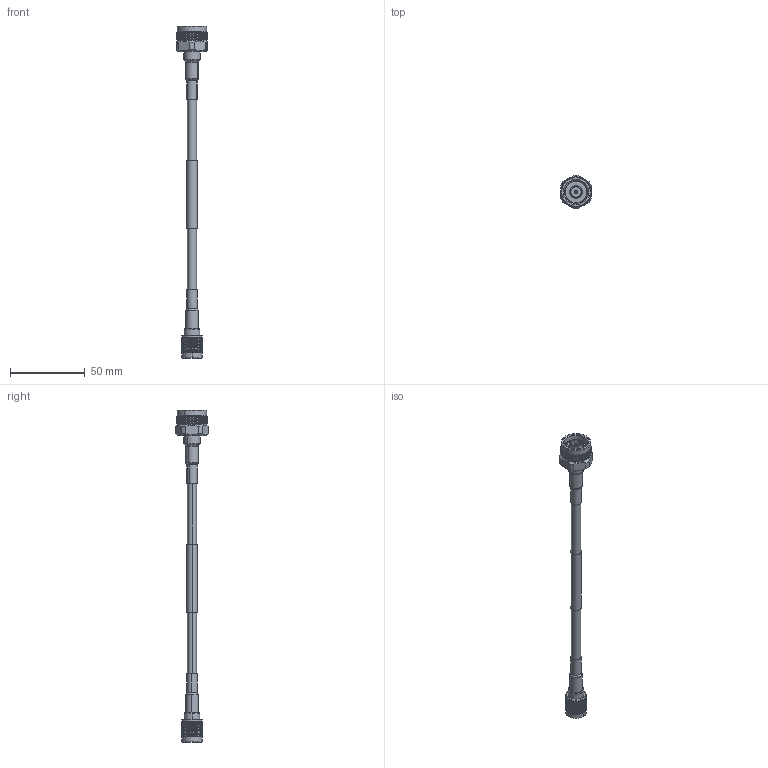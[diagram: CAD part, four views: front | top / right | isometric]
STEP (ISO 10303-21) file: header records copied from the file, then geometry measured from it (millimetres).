
FILE_DESCRIPTION (( 'STEP AP214' ), '1' );
FILE_NAME ('FMCA2379.step', '2021-04-29T22:19:06', ( '' ), ( '' ), 'SwSTEP 2.0', 'SolidWorks 2020', '' );
FILE_SCHEMA (( 'AUTOMOTIVE_DESIGN' ));
Length unit declared in the file: inch
Products named in the file (5): LMR-240^FMCA2379_LMR-240; FMCN1604^FMCA2379_Heat Shrink; FMCA2379; Center label^FMCA2379; TC-240-NMH-X^FMCA2379_Heat Shrink
Assembly tree (4 placements, depth 2):
  FMCA2379
    LMR-240^FMCA2379_LMR-240
    TC-240-NMH-X^FMCA2379_Heat Shrink
    FMCN1604^FMCA2379_Heat Shrink
    Center label^FMCA2379
Bounding box: 20.62 x 22.22 x 222.28 mm (x, y, z)
Volume: 14637.3 mm3; surface area: 10310.5 mm2
Topology: 4 solids, 6 shells, 4863 faces, 10411 edges, 5572 vertices
Faces by surface type: bspline 3692, cylinder 1030, plane 86, cone 51, torus 4
Entity records: 177775 total; most frequent: CARTESIAN_POINT 113879, ORIENTED_EDGE 20822, EDGE_CURVE 10411, VERTEX_POINT 5572, EDGE_LOOP 4877, FACE_OUTER_BOUND 4863, ADVANCED_FACE 4863, B_SPLINE_CURVE_WITH_KNOTS 4373
